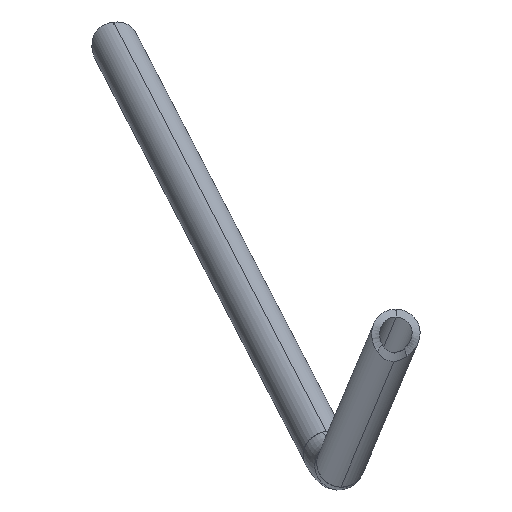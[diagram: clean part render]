
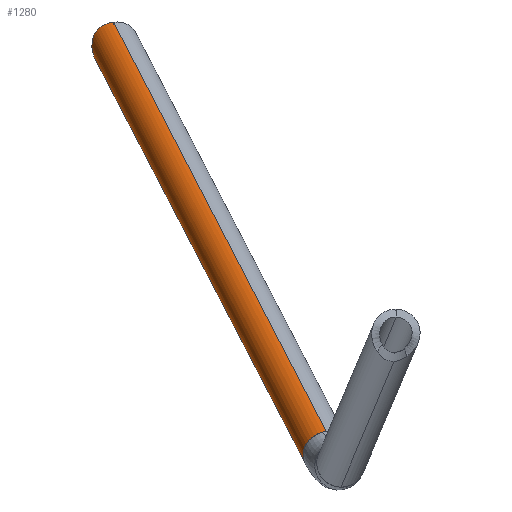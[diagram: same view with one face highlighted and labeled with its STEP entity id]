
A CAD part, top view. The second image highlights one B-rep face of the part: STEP entity #1280.
In plain terms, the highlighted cylindrical face has radius 9.525 mm (diameter 19.05 mm), a partial arc.
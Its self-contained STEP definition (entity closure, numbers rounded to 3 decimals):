
#43 = CARTESIAN_POINT ( 'NONE',  ( -210.572, -162.316, 10.251 ) ) ;
#48 = DIRECTION ( 'NONE',  ( -0.267, 0.516, -0.814 ) ) ;
#58 = CARTESIAN_POINT ( 'NONE',  ( -208.892, -155.451, 10.983 ) ) ;
#73 = ORIENTED_EDGE ( 'NONE', *, *, #1588, .F. ) ;
#75 = CARTESIAN_POINT ( 'NONE',  ( -202.808, -151.891, 11.259 ) ) ;
#172 = CARTESIAN_POINT ( 'NONE',  ( -203.598, -152.053, 11.325 ) ) ;
#179 = EDGE_CURVE ( 'NONE', #780, #903, #1649, .T. ) ;
#205 = CIRCLE ( 'NONE', #578, 9.525 ) ;
#231 = CARTESIAN_POINT ( 'NONE',  ( -118.177, -313.605, 266.379 ) ) ;
#273 = DIRECTION ( 'NONE',  ( 0.267, -0.516, 0.814 ) ) ;
#293 = VECTOR ( 'NONE', #1078, 1000. ) ;
#308 = CARTESIAN_POINT ( 'NONE',  ( -209.525, -156.472, 10.862 ) ) ;
#316 = CYLINDRICAL_SURFACE ( 'NONE', #832, 9.525 ) ;
#317 = CARTESIAN_POINT ( 'NONE',  ( -210.465, -163.103, 10.142 ) ) ;
#324 = CARTESIAN_POINT ( 'NONE',  ( -118.177, -321.649, 261.279 ) ) ;
#333 = CARTESIAN_POINT ( 'NONE',  ( -210.033, -157.557, 10.746 ) ) ;
#404 = VERTEX_POINT ( 'NONE', #860 ) ;
#414 = CARTESIAN_POINT ( 'NONE',  ( -201.079, -169.974, 4.255 ) ) ;
#447 = DIRECTION ( 'NONE',  ( -0.267, 0.516, -0.814 ) ) ;
#448 = CARTESIAN_POINT ( 'NONE',  ( -210.073, -164.646, 9.858 ) ) ;
#467 = CARTESIAN_POINT ( 'NONE',  ( -202.411, -151.832, 11.214 ) ) ;
#473 = CARTESIAN_POINT ( 'NONE',  ( -200.953, -169.926, 4.176 ) ) ;
#539 = VERTEX_POINT ( 'NONE', #1180 ) ;
#546 = CARTESIAN_POINT ( 'NONE',  ( -118.177, -321.649, 261.279 ) ) ;
#559 = CARTESIAN_POINT ( 'NONE',  ( -118.177, -329.694, 256.179 ) ) ;
#561 = VERTEX_POINT ( 'NONE', #231 ) ;
#573 = LINE ( 'NONE', #1680, #1263 ) ;
#578 = AXIS2_PLACEMENT_3D ( 'NONE', #546, #273, #1076 ) ;
#584 = CARTESIAN_POINT ( 'NONE',  ( -203.992, -152.156, 11.344 ) ) ;
#599 = CARTESIAN_POINT ( 'NONE',  ( -208.645, -155.129, 11.027 ) ) ;
#604 = CARTESIAN_POINT ( 'NONE',  ( -209.494, -166.091, 9.497 ) ) ;
#660 = EDGE_CURVE ( 'NONE', #922, #903, #1759, .T. ) ;
#708 = FACE_OUTER_BOUND ( 'NONE', #1068, .T. ) ;
#715 = CARTESIAN_POINT ( 'NONE',  ( -210.612, -161.118, 10.393 ) ) ;
#731 = CARTESIAN_POINT ( 'NONE',  ( -207.847, -154.237, 11.155 ) ) ;
#780 = VERTEX_POINT ( 'NONE', #1328 ) ;
#789 = CARTESIAN_POINT ( 'NONE',  ( -200.978, -169.936, 4.192 ) ) ;
#822 = ORIENTED_EDGE ( 'NONE', *, *, #660, .T. ) ;
#832 = AXIS2_PLACEMENT_3D ( 'NONE', #324, #48, #1127 ) ;
#850 = CARTESIAN_POINT ( 'NONE',  ( -210.496, -159.516, 10.558 ) ) ;
#860 = CARTESIAN_POINT ( 'NONE',  ( -202.011, -151.794, 11.154 ) ) ;
#867 = CARTESIAN_POINT ( 'NONE',  ( -201.104, -169.983, 4.27 ) ) ;
#883 = CARTESIAN_POINT ( 'NONE',  ( -210.547, -159.913, 10.519 ) ) ;
#903 = VERTEX_POINT ( 'NONE', #473 ) ;
#922 = VERTEX_POINT ( 'NONE', #867 ) ;
#929 = ORIENTED_EDGE ( 'NONE', *, *, #179, .F. ) ;
#938 = EDGE_CURVE ( 'NONE', #404, #539, #1124, .T. ) ;
#992 = CARTESIAN_POINT ( 'NONE',  ( -209.662, -165.744, 9.598 ) ) ;
#1006 = CARTESIAN_POINT ( 'NONE',  ( -201.104, -169.983, 4.27 ) ) ;
#1010 = CARTESIAN_POINT ( 'NONE',  ( -207.234, -153.726, 11.236 ) ) ;
#1012 = CARTESIAN_POINT ( 'NONE',  ( -204.088, -172.16, 7.84 ) ) ;
#1017 = CARTESIAN_POINT ( 'NONE',  ( -205.865, -152.863, 11.344 ) ) ;
#1068 = EDGE_LOOP ( 'NONE', ( #929, #1763, #1071, #1113, #73, #822 ) ) ;
#1071 = ORIENTED_EDGE ( 'NONE', *, *, #1343, .T. ) ;
#1076 = DIRECTION ( 'NONE',  ( 0., -0.845, -0.535 ) ) ;
#1078 = DIRECTION ( 'NONE',  ( -0.267, 0.516, -0.814 ) ) ;
#1099 = CARTESIAN_POINT ( 'NONE',  ( -201.104, -169.983, 4.27 ) ) ;
#1113 = ORIENTED_EDGE ( 'NONE', *, *, #938, .T. ) ;
#1124 = B_SPLINE_CURVE_WITH_KNOTS ( 'NONE', 3,
 ( #1538, #467, #75, #172, #584, #1690, #1017, #1010, #731, #599, #58, #1164, #308, #333, #1130, #850, #883, #1570, #715, #43, #317, #1681, #448, #1426, #992, #1271 ),
 .UNSPECIFIED., .F., .F.,
 ( 4, 2, 2, 2, 2, 2, 2, 2, 2, 2, 2, 2, 4 ),
 ( 0., 0.001, 0.002, 0.005, 0.007, 0.008, 0.01, 0.012, 0.013, 0.015, 0.017, 0.018, 0.019 ),
 .UNSPECIFIED. ) ;
#1127 = DIRECTION ( 'NONE',  ( 0., 0.845, 0.535 ) ) ;
#1128 = EDGE_CURVE ( 'NONE', #561, #780, #205, .T. ) ;
#1130 = CARTESIAN_POINT ( 'NONE',  ( -210.275, -158.336, 10.672 ) ) ;
#1164 = CARTESIAN_POINT ( 'NONE',  ( -209.332, -156.123, 10.901 ) ) ;
#1180 = CARTESIAN_POINT ( 'NONE',  ( -209.494, -166.091, 9.497 ) ) ;
#1263 = VECTOR ( 'NONE', #447, 1000. ) ;
#1271 = CARTESIAN_POINT ( 'NONE',  ( -209.494, -166.091, 9.497 ) ) ;
#1280 = ADVANCED_FACE ( 'NONE', ( #708 ), #316, .T. ) ;
#1328 = CARTESIAN_POINT ( 'NONE',  ( -118.177, -329.694, 256.179 ) ) ;
#1337 = CARTESIAN_POINT ( 'NONE',  ( -200.953, -169.926, 4.176 ) ) ;
#1343 = EDGE_CURVE ( 'NONE', #561, #404, #573, .T. ) ;
#1426 = CARTESIAN_POINT ( 'NONE',  ( -209.811, -165.386, 9.69 ) ) ;
#1516 = CARTESIAN_POINT ( 'NONE',  ( -201.028, -169.955, 4.223 ) ) ;
#1538 = CARTESIAN_POINT ( 'NONE',  ( -202.011, -151.794, 11.154 ) ) ;
#1565 = CARTESIAN_POINT ( 'NONE',  ( -207.242, -170.696, 9.805 ) ) ;
#1570 = CARTESIAN_POINT ( 'NONE',  ( -210.605, -160.713, 10.437 ) ) ;
#1588 = EDGE_CURVE ( 'NONE', #922, #539, #1662, .T. ) ;
#1649 = LINE ( 'NONE', #559, #293 ) ;
#1662 =( BOUNDED_CURVE ( )  B_SPLINE_CURVE ( 3, ( #1006, #1012, #1565, #604 ),
 .UNSPECIFIED., .F., .F. ) 
 B_SPLINE_CURVE_WITH_KNOTS ( ( 4, 4 ),
 ( 2.55, 3.733 ),
 .UNSPECIFIED. ) 
 CURVE ( )  GEOMETRIC_REPRESENTATION_ITEM ( )  RATIONAL_B_SPLINE_CURVE ( ( 1., 0.887, 0.887, 1. ) ) 
 REPRESENTATION_ITEM ( '' )  );
#1680 = CARTESIAN_POINT ( 'NONE',  ( -118.177, -313.605, 266.379 ) ) ;
#1681 = CARTESIAN_POINT ( 'NONE',  ( -210.186, -164.263, 9.934 ) ) ;
#1690 = CARTESIAN_POINT ( 'NONE',  ( -205.137, -152.53, 11.37 ) ) ;
#1759 = B_SPLINE_CURVE_WITH_KNOTS ( 'NONE', 3,
 ( #1099, #414, #1516, #789, #1337 ),
 .UNSPECIFIED., .F., .F.,
 ( 4, 1, 4 ),
 ( 0.031, 0.031, 0.031 ),
 .UNSPECIFIED. ) ;
#1763 = ORIENTED_EDGE ( 'NONE', *, *, #1128, .F. ) ;
